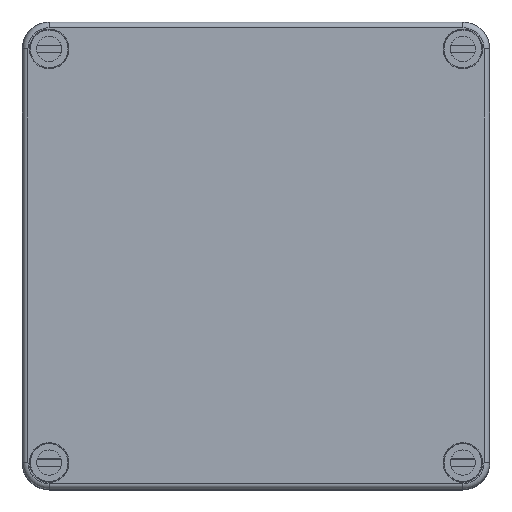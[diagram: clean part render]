
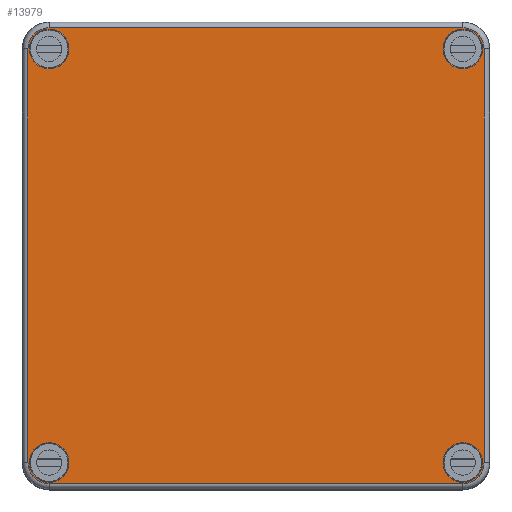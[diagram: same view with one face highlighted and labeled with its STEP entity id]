
A CAD part, top view. The second image highlights one B-rep face of the part: STEP entity #13979.
In plain terms, the highlighted planar face has unit normal (0, 0, 1).
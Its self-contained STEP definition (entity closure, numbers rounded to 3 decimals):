
#14 = CARTESIAN_POINT ( 'NONE',  ( -57.5, -57.5, 15. ) ) ;
#373 = AXIS2_PLACEMENT_3D ( 'NONE', #4640, #16995, #6395 ) ;
#401 = AXIS2_PLACEMENT_3D ( 'NONE', #8629, #21002, #10420 ) ;
#426 = DIRECTION ( 'NONE',  ( -1., 0., 0. ) ) ;
#472 = DIRECTION ( 'NONE',  ( 0., 0., -1. ) ) ;
#491 = DIRECTION ( 'NONE',  ( -1., 0., 0. ) ) ;
#732 = EDGE_LOOP ( 'NONE', ( #7099, #19979 ) ) ;
#1615 = CARTESIAN_POINT ( 'NONE',  ( 63., -57.5, 15. ) ) ;
#1627 = CARTESIAN_POINT ( 'NONE',  ( -57.5, 63.382, 15. ) ) ;
#1669 = AXIS2_PLACEMENT_3D ( 'NONE', #13767, #3210, #15584 ) ;
#1779 = FACE_BOUND ( 'NONE', #3870, .T. ) ;
#1791 = DIRECTION ( 'NONE',  ( -1., 0., 0. ) ) ;
#1984 = CARTESIAN_POINT ( 'NONE',  ( 57.5, -63.382, 15. ) ) ;
#2059 = DIRECTION ( 'NONE',  ( 0., 0., 1. ) ) ;
#2080 = EDGE_CURVE ( 'NONE', #21299, #4659, #9757, .T. ) ;
#2473 = CIRCLE ( 'NONE', #8910, 5.882 ) ;
#2525 = VERTEX_POINT ( 'NONE', #13098 ) ;
#2748 = ORIENTED_EDGE ( 'NONE', *, *, #8491, .T. ) ;
#2803 = DIRECTION ( 'NONE',  ( 0., 0., -1. ) ) ;
#3210 = DIRECTION ( 'NONE',  ( 0., 0., 1. ) ) ;
#3247 = CARTESIAN_POINT ( 'NONE',  ( 63., 57.5, 15. ) ) ;
#3292 = ORIENTED_EDGE ( 'NONE', *, *, #21676, .T. ) ;
#3302 = CIRCLE ( 'NONE', #16359, 5.5 ) ;
#3581 = ORIENTED_EDGE ( 'NONE', *, *, #19605, .F. ) ;
#3671 = DIRECTION ( 'NONE',  ( 0., 0., -1. ) ) ;
#3749 = VERTEX_POINT ( 'NONE', #15033 ) ;
#3870 = EDGE_LOOP ( 'NONE', ( #2748, #4374 ) ) ;
#4374 = ORIENTED_EDGE ( 'NONE', *, *, #5685, .T. ) ;
#4640 = CARTESIAN_POINT ( 'NONE',  ( -57.5, -57.5, 15. ) ) ;
#4659 = VERTEX_POINT ( 'NONE', #12953 ) ;
#4892 = CIRCLE ( 'NONE', #8969, 5.5 ) ;
#5295 = VERTEX_POINT ( 'NONE', #5905 ) ;
#5352 = EDGE_LOOP ( 'NONE', ( #19873, #3292 ) ) ;
#5454 = CIRCLE ( 'NONE', #7577, 5.5 ) ;
#5531 = ORIENTED_EDGE ( 'NONE', *, *, #20240, .T. ) ;
#5641 = CARTESIAN_POINT ( 'NONE',  ( 63.382, 57.5, 15. ) ) ;
#5685 = EDGE_CURVE ( 'NONE', #22731, #2525, #12467, .T. ) ;
#5855 = CARTESIAN_POINT ( 'NONE',  ( 57.5, 63.382, 15. ) ) ;
#5905 = CARTESIAN_POINT ( 'NONE',  ( 52., -57.5, 15. ) ) ;
#6092 = CIRCLE ( 'NONE', #14860, 5.5 ) ;
#6395 = DIRECTION ( 'NONE',  ( -1., 0., 0. ) ) ;
#6511 = FACE_BOUND ( 'NONE', #5352, .T. ) ;
#6573 = EDGE_CURVE ( 'NONE', #19421, #9835, #18256, .T. ) ;
#6679 = CARTESIAN_POINT ( 'NONE',  ( -52., 57.5, 15. ) ) ;
#7099 = ORIENTED_EDGE ( 'NONE', *, *, #17953, .T. ) ;
#7577 = AXIS2_PLACEMENT_3D ( 'NONE', #14, #12385, #1791 ) ;
#7737 = LINE ( 'NONE', #1984, #22427 ) ;
#7769 = CIRCLE ( 'NONE', #1669, 5.882 ) ;
#7819 = CARTESIAN_POINT ( 'NONE',  ( -63.382, 57.5, 15. ) ) ;
#8093 = CARTESIAN_POINT ( 'NONE',  ( -63., -57.5, 15. ) ) ;
#8102 = CIRCLE ( 'NONE', #13629, 5.5 ) ;
#8456 = VERTEX_POINT ( 'NONE', #1627 ) ;
#8468 = CARTESIAN_POINT ( 'NONE',  ( -63.382, 57.5, 15. ) ) ;
#8491 = EDGE_CURVE ( 'NONE', #2525, #22731, #5454, .T. ) ;
#8629 = CARTESIAN_POINT ( 'NONE',  ( 57.5, 57.5, 15. ) ) ;
#8636 = DIRECTION ( 'NONE',  ( 0., 0., -1. ) ) ;
#8746 = VECTOR ( 'NONE', #12032, 1000. ) ;
#8910 = AXIS2_PLACEMENT_3D ( 'NONE', #12655, #2059, #14436 ) ;
#8969 = AXIS2_PLACEMENT_3D ( 'NONE', #19246, #8636, #21006 ) ;
#8994 = EDGE_LOOP ( 'NONE', ( #21680, #13661, #10766, #21283, #21011, #17424, #15799, #3581 ) ) ;
#9203 = DIRECTION ( 'NONE',  ( 0., 0., -1. ) ) ;
#9757 = CIRCLE ( 'NONE', #373, 5.882 ) ;
#9799 = VERTEX_POINT ( 'NONE', #6679 ) ;
#9835 = VERTEX_POINT ( 'NONE', #10325 ) ;
#10305 = EDGE_CURVE ( 'NONE', #3749, #9835, #7769, .T. ) ;
#10325 = CARTESIAN_POINT ( 'NONE',  ( 63.382, -57.5, 15. ) ) ;
#10365 = VECTOR ( 'NONE', #12437, 1000. ) ;
#10420 = DIRECTION ( 'NONE',  ( -1., 0., 0. ) ) ;
#10483 = CARTESIAN_POINT ( 'NONE',  ( -63.382, 57.5, 15. ) ) ;
#10686 = CARTESIAN_POINT ( 'NONE',  ( 57.5, 63.382, 15. ) ) ;
#10766 = ORIENTED_EDGE ( 'NONE', *, *, #15680, .F. ) ;
#11044 = DIRECTION ( 'NONE',  ( 0., 0., -1. ) ) ;
#11092 = CARTESIAN_POINT ( 'NONE',  ( 57.5, 57.5, 15. ) ) ;
#11099 = EDGE_CURVE ( 'NONE', #8456, #16986, #2473, .T. ) ;
#11110 = DIRECTION ( 'NONE',  ( 0., 0., -1. ) ) ;
#11140 = EDGE_CURVE ( 'NONE', #5295, #12218, #6092, .T. ) ;
#11213 = FACE_OUTER_BOUND ( 'NONE', #8994, .T. ) ;
#11255 = CARTESIAN_POINT ( 'NONE',  ( -63., 57.5, 15. ) ) ;
#11294 = CIRCLE ( 'NONE', #11893, 5.5 ) ;
#11694 = AXIS2_PLACEMENT_3D ( 'NONE', #19795, #9203, #21574 ) ;
#11893 = AXIS2_PLACEMENT_3D ( 'NONE', #13399, #2803, #15194 ) ;
#12032 = DIRECTION ( 'NONE',  ( 0., -1., 0. ) ) ;
#12050 = EDGE_CURVE ( 'NONE', #12752, #21627, #11294, .T. ) ;
#12218 = VERTEX_POINT ( 'NONE', #1615 ) ;
#12245 = DIRECTION ( 'NONE',  ( -1., 0., 0. ) ) ;
#12261 = VERTEX_POINT ( 'NONE', #5855 ) ;
#12385 = DIRECTION ( 'NONE',  ( 0., 0., -1. ) ) ;
#12437 = DIRECTION ( 'NONE',  ( -1., 0., 0. ) ) ;
#12467 = CIRCLE ( 'NONE', #11694, 5.5 ) ;
#12581 = DIRECTION ( 'NONE',  ( -1., 0., 0. ) ) ;
#12655 = CARTESIAN_POINT ( 'NONE',  ( -57.5, 57.5, 15. ) ) ;
#12752 = VERTEX_POINT ( 'NONE', #3247 ) ;
#12871 = DIRECTION ( 'NONE',  ( -1., 0., 0. ) ) ;
#12953 = CARTESIAN_POINT ( 'NONE',  ( -63.382, -57.5, 15. ) ) ;
#13098 = CARTESIAN_POINT ( 'NONE',  ( -52., -57.5, 15. ) ) ;
#13297 = EDGE_CURVE ( 'NONE', #16986, #4659, #13443, .T. ) ;
#13399 = CARTESIAN_POINT ( 'NONE',  ( 57.5, 57.5, 15. ) ) ;
#13443 = LINE ( 'NONE', #8468, #8746 ) ;
#13463 = EDGE_CURVE ( 'NONE', #9799, #20317, #20085, .T. ) ;
#13629 = AXIS2_PLACEMENT_3D ( 'NONE', #21718, #11110, #491 ) ;
#13661 = ORIENTED_EDGE ( 'NONE', *, *, #6573, .F. ) ;
#13727 = CARTESIAN_POINT ( 'NONE',  ( 52., 57.5, 15. ) ) ;
#13767 = CARTESIAN_POINT ( 'NONE',  ( 57.5, -57.5, 15. ) ) ;
#13979 = ADVANCED_FACE ( 'NONE', ( #20613, #16467, #11213, #6511, #1779 ), #19305, .F. ) ;
#14249 = CARTESIAN_POINT ( 'NONE',  ( -57.5, 57.5, 15. ) ) ;
#14436 = DIRECTION ( 'NONE',  ( 1., 0., 0. ) ) ;
#14860 = AXIS2_PLACEMENT_3D ( 'NONE', #21638, #11044, #426 ) ;
#15033 = CARTESIAN_POINT ( 'NONE',  ( 57.5, -63.382, 15. ) ) ;
#15071 = LINE ( 'NONE', #10686, #10365 ) ;
#15194 = DIRECTION ( 'NONE',  ( -1., 0., 0. ) ) ;
#15380 = AXIS2_PLACEMENT_3D ( 'NONE', #10483, #22852, #12245 ) ;
#15584 = DIRECTION ( 'NONE',  ( 1., 0., 0. ) ) ;
#15680 = EDGE_CURVE ( 'NONE', #12261, #19421, #19794, .T. ) ;
#15799 = ORIENTED_EDGE ( 'NONE', *, *, #2080, .F. ) ;
#16044 = DIRECTION ( 'NONE',  ( -1., 0., 0. ) ) ;
#16359 = AXIS2_PLACEMENT_3D ( 'NONE', #11092, #472, #12871 ) ;
#16467 = FACE_BOUND ( 'NONE', #17860, .T. ) ;
#16651 = ORIENTED_EDGE ( 'NONE', *, *, #12050, .T. ) ;
#16986 = VERTEX_POINT ( 'NONE', #7819 ) ;
#16995 = DIRECTION ( 'NONE',  ( 0., 0., -1. ) ) ;
#17364 = EDGE_CURVE ( 'NONE', #12261, #8456, #15071, .T. ) ;
#17424 = ORIENTED_EDGE ( 'NONE', *, *, #13297, .T. ) ;
#17702 = VECTOR ( 'NONE', #18004, 1000. ) ;
#17860 = EDGE_LOOP ( 'NONE', ( #16651, #5531 ) ) ;
#17953 = EDGE_CURVE ( 'NONE', #12218, #5295, #8102, .T. ) ;
#18004 = DIRECTION ( 'NONE',  ( 0., -1., 0. ) ) ;
#18256 = LINE ( 'NONE', #5641, #17702 ) ;
#19246 = CARTESIAN_POINT ( 'NONE',  ( -57.5, 57.5, 15. ) ) ;
#19305 = PLANE ( 'NONE',  #15380 ) ;
#19421 = VERTEX_POINT ( 'NONE', #22659 ) ;
#19548 = CARTESIAN_POINT ( 'NONE',  ( -57.5, -63.382, 15. ) ) ;
#19605 = EDGE_CURVE ( 'NONE', #3749, #21299, #7737, .T. ) ;
#19794 = CIRCLE ( 'NONE', #401, 5.882 ) ;
#19795 = CARTESIAN_POINT ( 'NONE',  ( -57.5, -57.5, 15. ) ) ;
#19873 = ORIENTED_EDGE ( 'NONE', *, *, #13463, .T. ) ;
#19979 = ORIENTED_EDGE ( 'NONE', *, *, #11140, .T. ) ;
#20085 = CIRCLE ( 'NONE', #22316, 5.5 ) ;
#20240 = EDGE_CURVE ( 'NONE', #21627, #12752, #3302, .T. ) ;
#20317 = VERTEX_POINT ( 'NONE', #11255 ) ;
#20613 = FACE_BOUND ( 'NONE', #732, .T. ) ;
#21002 = DIRECTION ( 'NONE',  ( 0., 0., -1. ) ) ;
#21006 = DIRECTION ( 'NONE',  ( -1., 0., 0. ) ) ;
#21011 = ORIENTED_EDGE ( 'NONE', *, *, #11099, .T. ) ;
#21283 = ORIENTED_EDGE ( 'NONE', *, *, #17364, .T. ) ;
#21299 = VERTEX_POINT ( 'NONE', #19548 ) ;
#21574 = DIRECTION ( 'NONE',  ( -1., 0., 0. ) ) ;
#21627 = VERTEX_POINT ( 'NONE', #13727 ) ;
#21638 = CARTESIAN_POINT ( 'NONE',  ( 57.5, -57.5, 15. ) ) ;
#21676 = EDGE_CURVE ( 'NONE', #20317, #9799, #4892, .T. ) ;
#21680 = ORIENTED_EDGE ( 'NONE', *, *, #10305, .T. ) ;
#21718 = CARTESIAN_POINT ( 'NONE',  ( 57.5, -57.5, 15. ) ) ;
#22316 = AXIS2_PLACEMENT_3D ( 'NONE', #14249, #3671, #16044 ) ;
#22427 = VECTOR ( 'NONE', #12581, 1000. ) ;
#22659 = CARTESIAN_POINT ( 'NONE',  ( 63.382, 57.5, 15. ) ) ;
#22731 = VERTEX_POINT ( 'NONE', #8093 ) ;
#22852 = DIRECTION ( 'NONE',  ( 0., 0., -1. ) ) ;
